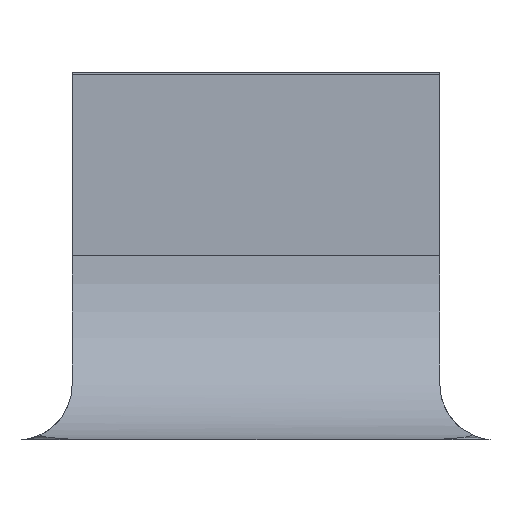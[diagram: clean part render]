
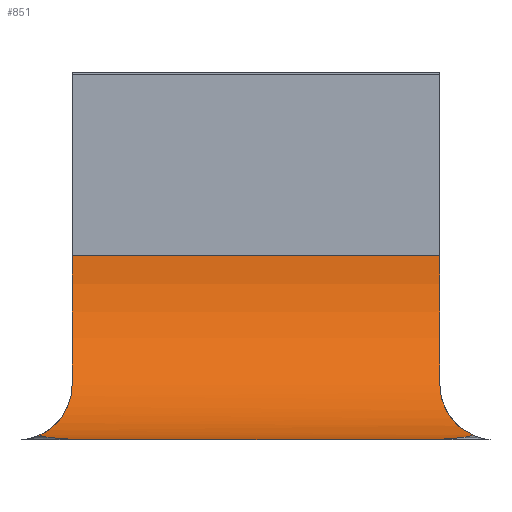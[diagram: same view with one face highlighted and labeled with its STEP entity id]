
A CAD part, left-side view. The second image highlights one B-rep face of the part: STEP entity #851.
In plain terms, the highlighted cylindrical face has radius 0.8 mm (diameter 1.6 mm), a partial arc.
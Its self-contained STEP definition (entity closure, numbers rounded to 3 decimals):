
#468 = EDGE_CURVE('',#469,#471,#473,.T.);
#469 = VERTEX_POINT('',#470);
#470 = CARTESIAN_POINT('',(-1.831,0.8,0.239));
#471 = VERTEX_POINT('',#472);
#472 = CARTESIAN_POINT('',(-2.232,0.944,
    0.019));
#473 = B_SPLINE_CURVE_WITH_KNOTS('',8,(#474,#475,#476,#477,#478,#479,
    #480,#481,#482,#483,#484,#485,#486,#487,#488,#489,#490,#491,#492,
    #493,#494,#495,#496,#497,#498,#499,#500,#501,#502,#503),
  .UNSPECIFIED.,.F.,.F.,(9,7,7,7,9),(0.,0.326,0.676,
    0.874,1.),.UNSPECIFIED.);
#474 = CARTESIAN_POINT('',(-1.831,0.8,0.239));
#475 = CARTESIAN_POINT('',(-1.847,0.8,0.223));
#476 = CARTESIAN_POINT('',(-1.864,0.801,0.207
    ));
#477 = CARTESIAN_POINT('',(-1.882,0.804,0.191
    ));
#478 = CARTESIAN_POINT('',(-1.9,0.807,0.175
    ));
#479 = CARTESIAN_POINT('',(-1.92,0.812,0.16
    ));
#480 = CARTESIAN_POINT('',(-1.94,0.818,0.146
    ));
#481 = CARTESIAN_POINT('',(-1.961,0.825,0.132
    ));
#482 = CARTESIAN_POINT('',(-2.005,0.841,0.105
    ));
#483 = CARTESIAN_POINT('',(-2.029,0.85,
    0.091));
#484 = CARTESIAN_POINT('',(-2.054,0.86,
    0.079));
#485 = CARTESIAN_POINT('',(-2.079,0.871,
    0.067));
#486 = CARTESIAN_POINT('',(-2.104,0.882,
    0.057));
#487 = CARTESIAN_POINT('',(-2.13,0.895,
    0.047));
#488 = CARTESIAN_POINT('',(-2.157,0.907,
    0.038));
#489 = CARTESIAN_POINT('',(-2.199,0.928,
    0.026));
#490 = CARTESIAN_POINT('',(-2.214,0.935,
    0.023));
#491 = CARTESIAN_POINT('',(-2.229,0.943,
    0.019));
#492 = CARTESIAN_POINT('',(-2.244,0.95,
    0.016));
#493 = CARTESIAN_POINT('',(-2.26,0.958,
    0.013));
#494 = CARTESIAN_POINT('',(-2.276,0.966,
    0.01));
#495 = CARTESIAN_POINT('',(-2.292,0.974,
    0.008));
#496 = CARTESIAN_POINT('',(-2.319,0.986,
    0.005));
#497 = CARTESIAN_POINT('',(-2.328,0.99,
    0.004));
#498 = CARTESIAN_POINT('',(-2.337,0.994,
    0.003));
#499 = CARTESIAN_POINT('',(-2.348,0.999,
    0.003));
#500 = CARTESIAN_POINT('',(-2.36,1.003,
    0.002));
#501 = CARTESIAN_POINT('',(-2.372,1.007,
    0.001));
#502 = CARTESIAN_POINT('',(-2.385,1.009,
    0.001));
#503 = CARTESIAN_POINT('',(-2.4,1.009,0.001));
#701 = EDGE_CURVE('',#702,#704,#706,.T.);
#702 = VERTEX_POINT('',#703);
#703 = CARTESIAN_POINT('',(-2.232,-0.944,
    0.019));
#704 = VERTEX_POINT('',#705);
#705 = CARTESIAN_POINT('',(-1.831,-0.8,0.239));
#706 = B_SPLINE_CURVE_WITH_KNOTS('',8,(#707,#708,#709,#710,#711,#712,
    #713,#714,#715,#716,#717,#718,#719,#720,#721,#722,#723,#724,#725,
    #726,#727,#728,#729,#730,#731,#732,#733,#734,#735,#736,#737,#738,
    #739,#740,#741,#742,#743),.UNSPECIFIED.,.F.,.F.,(9,7,7,7,7,9),(0.,
    0.07,0.256,0.325,0.672,1.),
  .UNSPECIFIED.);
#707 = CARTESIAN_POINT('',(-2.4,-1.009,0.001));
#708 = CARTESIAN_POINT('',(-2.392,-1.009,0.001));
#709 = CARTESIAN_POINT('',(-2.384,-1.008,
    0.001));
#710 = CARTESIAN_POINT('',(-2.377,-1.007,
    0.001));
#711 = CARTESIAN_POINT('',(-2.37,-1.005,
    0.002));
#712 = CARTESIAN_POINT('',(-2.363,-1.003,
    0.002));
#713 = CARTESIAN_POINT('',(-2.357,-1.001,
    0.002));
#714 = CARTESIAN_POINT('',(-2.35,-0.999,
    0.003));
#715 = CARTESIAN_POINT('',(-2.329,-0.991,
    0.004));
#716 = CARTESIAN_POINT('',(-2.313,-0.984,
    0.005));
#717 = CARTESIAN_POINT('',(-2.297,-0.977,
    0.007));
#718 = CARTESIAN_POINT('',(-2.282,-0.969,
    0.009));
#719 = CARTESIAN_POINT('',(-2.268,-0.962,
    0.012));
#720 = CARTESIAN_POINT('',(-2.255,-0.956,
    0.014));
#721 = CARTESIAN_POINT('',(-2.241,-0.949,
    0.017));
#722 = CARTESIAN_POINT('',(-2.221,-0.939,
    0.021));
#723 = CARTESIAN_POINT('',(-2.216,-0.936,
    0.022));
#724 = CARTESIAN_POINT('',(-2.21,-0.934,
    0.024));
#725 = CARTESIAN_POINT('',(-2.205,-0.931,
    0.025));
#726 = CARTESIAN_POINT('',(-2.2,-0.928,
    0.026));
#727 = CARTESIAN_POINT('',(-2.194,-0.926,
    0.028));
#728 = CARTESIAN_POINT('',(-2.189,-0.923,
    0.029));
#729 = CARTESIAN_POINT('',(-2.157,-0.907,
    0.038));
#730 = CARTESIAN_POINT('',(-2.13,-0.895,
    0.047));
#731 = CARTESIAN_POINT('',(-2.104,-0.882,
    0.057));
#732 = CARTESIAN_POINT('',(-2.079,-0.871,
    0.067));
#733 = CARTESIAN_POINT('',(-2.054,-0.86,
    0.079));
#734 = CARTESIAN_POINT('',(-2.03,-0.85,
    0.091));
#735 = CARTESIAN_POINT('',(-2.006,-0.841,
    0.104));
#736 = CARTESIAN_POINT('',(-1.962,-0.825,
    0.131));
#737 = CARTESIAN_POINT('',(-1.941,-0.818,
    0.145));
#738 = CARTESIAN_POINT('',(-1.92,-0.812,
    0.16));
#739 = CARTESIAN_POINT('',(-1.901,-0.807,0.175)
  );
#740 = CARTESIAN_POINT('',(-1.882,-0.804,
    0.19));
#741 = CARTESIAN_POINT('',(-1.864,-0.801,
    0.206));
#742 = CARTESIAN_POINT('',(-1.847,-0.8,0.223));
#743 = CARTESIAN_POINT('',(-1.831,-0.8,0.239));
#851 = ADVANCED_FACE('',(#852),#930,.F.);
#852 = FACE_BOUND('',#853,.T.);
#853 = EDGE_LOOP('',(#854,#863,#864,#886,#894,#914,#915,#924));
#854 = ORIENTED_EDGE('',*,*,#855,.T.);
#855 = EDGE_CURVE('',#856,#469,#858,.T.);
#856 = VERTEX_POINT('',#857);
#857 = CARTESIAN_POINT('',(-1.6,0.8,0.801));
#858 = CIRCLE('',#859,0.8);
#859 = AXIS2_PLACEMENT_3D('',#860,#861,#862);
#860 = CARTESIAN_POINT('',(-2.4,0.8,0.801));
#861 = DIRECTION('',(0.,1.,0.));
#862 = DIRECTION('',(1.,0.,0.));
#863 = ORIENTED_EDGE('',*,*,#468,.T.);
#864 = ORIENTED_EDGE('',*,*,#865,.F.);
#865 = EDGE_CURVE('',#866,#471,#868,.T.);
#866 = VERTEX_POINT('',#867);
#867 = CARTESIAN_POINT('',(-2.4,0.598,0.001));
#868 = B_SPLINE_CURVE_WITH_KNOTS('',6,(#869,#870,#871,#872,#873,#874,
    #875,#876,#877,#878,#879,#880,#881,#882,#883,#884,#885),
  .UNSPECIFIED.,.F.,.F.,(7,5,5,7),(0.,0.472,0.723,1.),
  .UNSPECIFIED.);
#869 = CARTESIAN_POINT('',(-2.4,0.598,0.001));
#870 = CARTESIAN_POINT('',(-2.4,0.64,0.001));
#871 = CARTESIAN_POINT('',(-2.395,0.682,
    0.001));
#872 = CARTESIAN_POINT('',(-2.385,0.724,
    0.001));
#873 = CARTESIAN_POINT('',(-2.371,0.764,
    0.001));
#874 = CARTESIAN_POINT('',(-2.352,0.802,
    0.002));
#875 = CARTESIAN_POINT('',(-2.318,0.856,
    0.005));
#876 = CARTESIAN_POINT('',(-2.304,0.874,
    0.007));
#877 = CARTESIAN_POINT('',(-2.29,0.891,
    0.008));
#878 = CARTESIAN_POINT('',(-2.275,0.907,
    0.011));
#879 = CARTESIAN_POINT('',(-2.259,0.922,
    0.013));
#880 = CARTESIAN_POINT('',(-2.224,0.952,
    0.02));
#881 = CARTESIAN_POINT('',(-2.204,0.966,
    0.025));
#882 = CARTESIAN_POINT('',(-2.184,0.979,
    0.03));
#883 = CARTESIAN_POINT('',(-2.163,0.99,
    0.036));
#884 = CARTESIAN_POINT('',(-2.142,1.,
    0.043));
#885 = CARTESIAN_POINT('',(-2.12,1.009,
    0.052));
#886 = ORIENTED_EDGE('',*,*,#887,.T.);
#887 = EDGE_CURVE('',#866,#888,#890,.T.);
#888 = VERTEX_POINT('',#889);
#889 = CARTESIAN_POINT('',(-2.4,-0.597,0.001));
#890 = LINE('',#891,#892);
#891 = CARTESIAN_POINT('',(-2.4,1.28,0.001));
#892 = VECTOR('',#893,1.);
#893 = DIRECTION('',(0.,-1.,0.));
#894 = ORIENTED_EDGE('',*,*,#895,.T.);
#895 = EDGE_CURVE('',#888,#702,#896,.T.);
#896 = B_SPLINE_CURVE_WITH_KNOTS('',6,(#897,#898,#899,#900,#901,#902,
    #903,#904,#905,#906,#907,#908,#909,#910,#911,#912,#913),
  .UNSPECIFIED.,.F.,.F.,(7,5,5,7),(0.,0.47,0.723,1.),
  .UNSPECIFIED.);
#897 = CARTESIAN_POINT('',(-2.4,-0.597,0.001));
#898 = CARTESIAN_POINT('',(-2.4,-0.64,0.001));
#899 = CARTESIAN_POINT('',(-2.395,-0.682,
    0.001));
#900 = CARTESIAN_POINT('',(-2.386,-0.723,
    0.001));
#901 = CARTESIAN_POINT('',(-2.371,-0.763,
    0.001));
#902 = CARTESIAN_POINT('',(-2.353,-0.801,
    0.002));
#903 = CARTESIAN_POINT('',(-2.318,-0.855,
    0.005));
#904 = CARTESIAN_POINT('',(-2.305,-0.873,
    0.006));
#905 = CARTESIAN_POINT('',(-2.291,-0.89,
    0.008));
#906 = CARTESIAN_POINT('',(-2.275,-0.907,
    0.011));
#907 = CARTESIAN_POINT('',(-2.259,-0.922,
    0.013));
#908 = CARTESIAN_POINT('',(-2.224,-0.952,
    0.02));
#909 = CARTESIAN_POINT('',(-2.204,-0.966,
    0.025));
#910 = CARTESIAN_POINT('',(-2.184,-0.979,
    0.03));
#911 = CARTESIAN_POINT('',(-2.163,-0.99,
    0.036));
#912 = CARTESIAN_POINT('',(-2.142,-1.,
    0.043));
#913 = CARTESIAN_POINT('',(-2.12,-1.009,
    0.052));
#914 = ORIENTED_EDGE('',*,*,#701,.T.);
#915 = ORIENTED_EDGE('',*,*,#916,.F.);
#916 = EDGE_CURVE('',#917,#704,#919,.T.);
#917 = VERTEX_POINT('',#918);
#918 = CARTESIAN_POINT('',(-1.6,-0.8,0.801));
#919 = CIRCLE('',#920,0.8);
#920 = AXIS2_PLACEMENT_3D('',#921,#922,#923);
#921 = CARTESIAN_POINT('',(-2.4,-0.8,0.801));
#922 = DIRECTION('',(0.,1.,0.));
#923 = DIRECTION('',(1.,0.,0.));
#924 = ORIENTED_EDGE('',*,*,#925,.F.);
#925 = EDGE_CURVE('',#856,#917,#926,.T.);
#926 = LINE('',#927,#928);
#927 = CARTESIAN_POINT('',(-1.6,1.28,0.801));
#928 = VECTOR('',#929,1.);
#929 = DIRECTION('',(0.,-1.,0.));
#930 = CYLINDRICAL_SURFACE('',#931,0.8);
#931 = AXIS2_PLACEMENT_3D('',#932,#933,#934);
#932 = CARTESIAN_POINT('',(-2.4,1.28,0.801));
#933 = DIRECTION('',(0.,1.,0.));
#934 = DIRECTION('',(1.,0.,0.));
